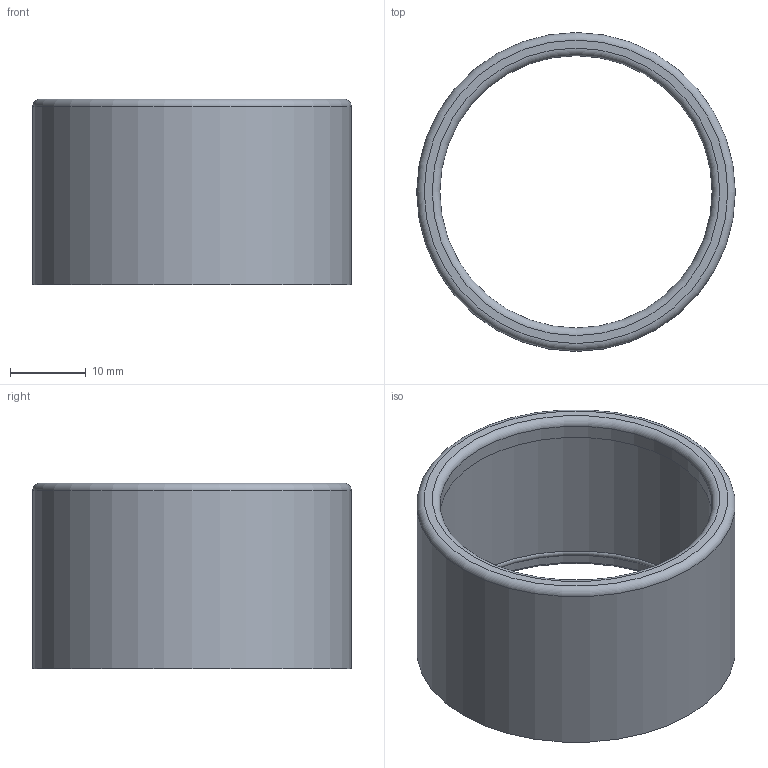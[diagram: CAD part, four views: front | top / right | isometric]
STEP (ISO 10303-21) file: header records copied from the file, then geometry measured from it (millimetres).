
FILE_DESCRIPTION(('FreeCAD Model'),'2;1');
FILE_NAME('Open CASCADE Shape Model','2021-03-25T16:24:25',('Author'),( ''),'Open CASCADE STEP processor 7.5','FreeCAD','Unknown');
FILE_SCHEMA(('AUTOMOTIVE_DESIGN { 1 0 10303 214 1 1 1 1 }'));
Length unit declared in the file: millimetre
Products named in the file (1): Chamfer
Bounding box: 42 x 42 x 24.5 mm (x, y, z)
Volume: 5393.8 mm3; surface area: 6798.5 mm2
Topology: 1 solids, 1 shells, 12 faces, 21 edges, 12 vertices
Faces by surface type: cylinder 4, torus 4, plane 3, cone 1
Full cylindrical faces by diameter (mm): 35.9 x1, 38.8 x2, 42 x1
Entity records: 586 total; most frequent: DIRECTION 99, CARTESIAN_POINT 94, ORIENTED_EDGE 42, PCURVE 42, DEFINITIONAL_REPRESENTATION 42, LINE 35, VECTOR 35, AXIS2_PLACEMENT_3D 29
